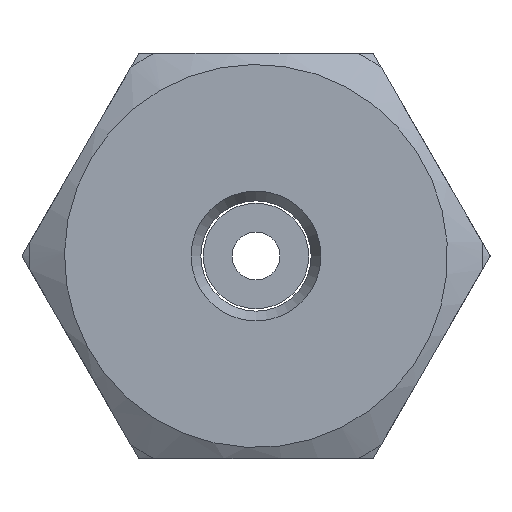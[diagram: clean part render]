
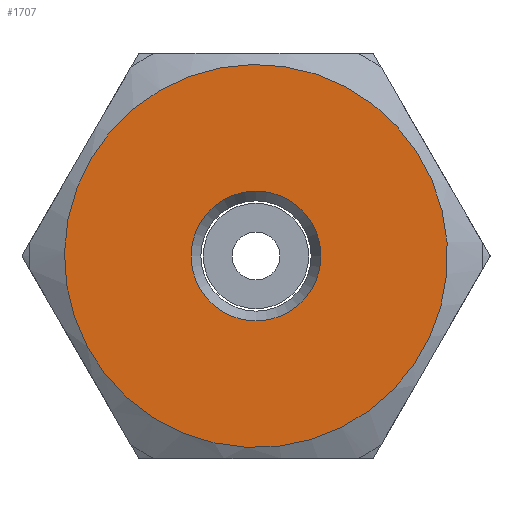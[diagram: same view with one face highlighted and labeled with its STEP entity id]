
A CAD part, left-side view. The second image highlights one B-rep face of the part: STEP entity #1707.
In plain terms, the highlighted planar face has unit normal (-1, 0, 0).
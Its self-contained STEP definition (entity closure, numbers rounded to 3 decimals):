
#1534=CARTESIAN_POINT('',(-7.788,1.5,2.598));
#1535=VERTEX_POINT('',#1534);
#1536=CARTESIAN_POINT('',(-7.788,0.,0.));
#1537=DIRECTION('',(1.0,0.,0.));
#1538=DIRECTION('',(0.,-0.5,-0.866));
#1539=AXIS2_PLACEMENT_3D('',#1536,#1537,#1538);
#1540=CIRCLE('',#1539,3.0);
#1541=EDGE_CURVE('',#1535,#1535,#1540,.T.);
#1673=CARTESIAN_POINT('',(-7.788,-0.508,-0.88));
#1674=VERTEX_POINT('',#1673);
#1675=CARTESIAN_POINT('',(-7.788,0.,0.));
#1676=DIRECTION('',(1.0,0.,0.));
#1677=DIRECTION('',(0.,-0.5,-0.866));
#1678=AXIS2_PLACEMENT_3D('',#1675,#1676,#1677);
#1679=CIRCLE('',#1678,1.016);
#1680=EDGE_CURVE('',#1674,#1674,#1679,.T.);
#1696=CARTESIAN_POINT('',(-7.788,0.887,1.537));
#1697=DIRECTION('',(-1.0,0.0,0.0));
#1698=DIRECTION('',(0.0,-0.866,0.5));
#1699=AXIS2_PLACEMENT_3D('',#1696,#1697,#1698);
#1700=PLANE('',#1699);
#1701=ORIENTED_EDGE('',*,*,#1541,.F.);
#1702=EDGE_LOOP('',(#1701));
#1703=FACE_OUTER_BOUND('',#1702,.T.);
#1704=ORIENTED_EDGE('',*,*,#1680,.T.);
#1705=EDGE_LOOP('',(#1704));
#1706=FACE_BOUND('',#1705,.T.);
#1707=ADVANCED_FACE('',(#1703,#1706),#1700,.T.);
